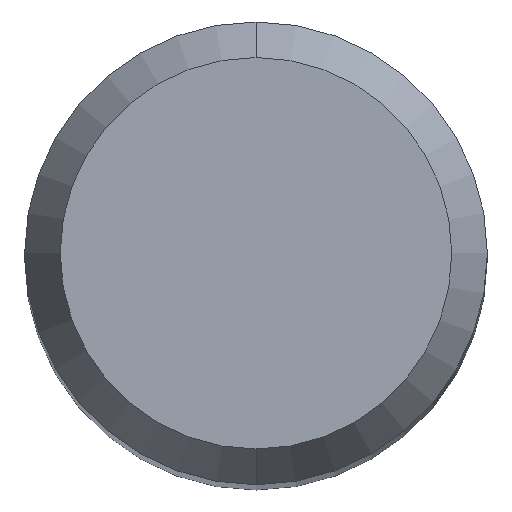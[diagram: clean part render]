
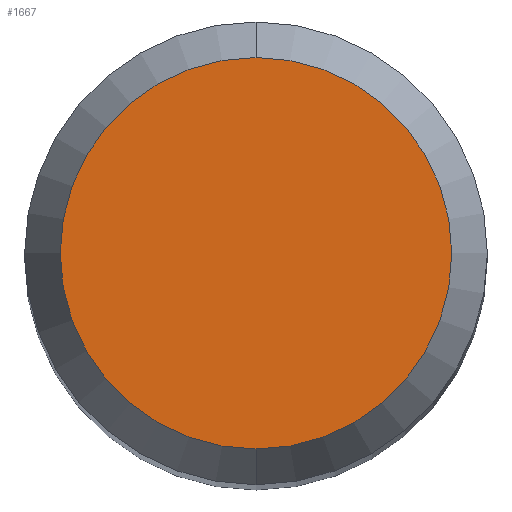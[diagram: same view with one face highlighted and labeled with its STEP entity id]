
A CAD part, top view. The second image highlights one B-rep face of the part: STEP entity #1667.
In plain terms, the highlighted planar face has unit normal (0, 0, 1).
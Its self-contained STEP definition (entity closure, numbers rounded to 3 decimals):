
#881=EDGE_CURVE('',#903,#1625,#2242,.T.);
#903=VERTEX_POINT('',#2267);
#1625=VERTEX_POINT('',#3051);
#1627=EDGE_CURVE('',#1625,#903,#3053,.T.);
#1667=ADVANCED_FACE('',(#3095),#3096,.T.);
#2242=CIRCLE('',#4926,2.538);
#2267=CARTESIAN_POINT('',(0.0,2.538,0.0));
#3051=CARTESIAN_POINT('',(0.,-2.538,0.0));
#3053=CIRCLE('',#12702,2.538);
#3095=FACE_OUTER_BOUND('',#12969,.T.);
#3096=PLANE('',#12970);
#4926=AXIS2_PLACEMENT_3D('',#17055,#17056,#17057);
#12702=AXIS2_PLACEMENT_3D('',#17818,#17819,#17820);
#12969=EDGE_LOOP('',(#17855,#17856));
#12970=AXIS2_PLACEMENT_3D('',#17857,#17858,#17859);
#17055=CARTESIAN_POINT('',(0.0,0.0,0.0));
#17056=DIRECTION('',(0.0,0.0,-1.0));
#17057=DIRECTION('',(0.0,1.0,0.0));
#17818=CARTESIAN_POINT('',(0.0,0.0,0.0));
#17819=DIRECTION('',(0.0,0.0,-1.0));
#17820=DIRECTION('',(0.0,1.0,0.0));
#17855=ORIENTED_EDGE('',*,*,#881,.F.);
#17856=ORIENTED_EDGE('',*,*,#1627,.F.);
#17857=CARTESIAN_POINT('',(0.0,1.269,0.0));
#17858=DIRECTION('',(-0.0,0.0,1.0));
#17859=DIRECTION('',(0.0,-1.0,0.0));
